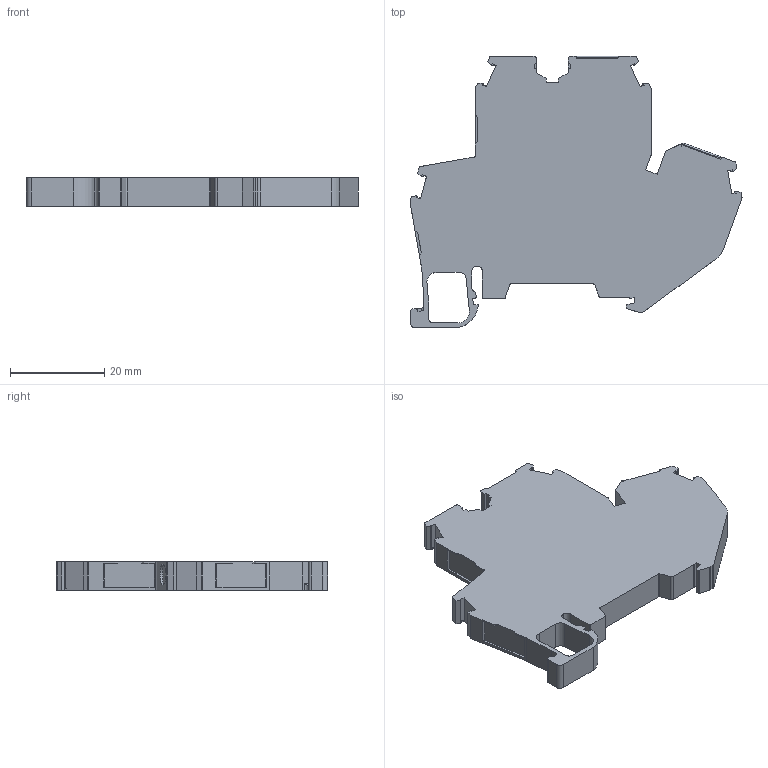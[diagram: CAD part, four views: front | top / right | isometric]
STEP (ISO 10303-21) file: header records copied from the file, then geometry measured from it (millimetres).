
FILE_DESCRIPTION (( 'STEP AP214' ), '1' );
FILE_NAME ('319809_PIK 4FS_GR.STP', '2015-08-05T08:20:51', ( '' ), ( '' ), 'SwSTEP 2.0', 'SolidWorks 2015', '' );
FILE_SCHEMA (( 'AUTOMOTIVE_DESIGN' ));
Length unit declared in the file: millimetre
Products named in the file (1): 319809_PIK 4FS_GR
Bounding box: 70.6 x 57.7 x 6 mm (x, y, z)
Volume: 15329.9 mm3; surface area: 7222.9 mm2
Topology: 1 solids, 1 shells, 237 faces, 696 edges, 463 vertices
Faces by surface type: plane 165, cylinder 72
Entity records: 7895 total; most frequent: CARTESIAN_POINT 1429, ORIENTED_EDGE 1392, DIRECTION 1305, EDGE_CURVE 696, LINE 547, VECTOR 547, VERTEX_POINT 463, AXIS2_PLACEMENT_3D 379
